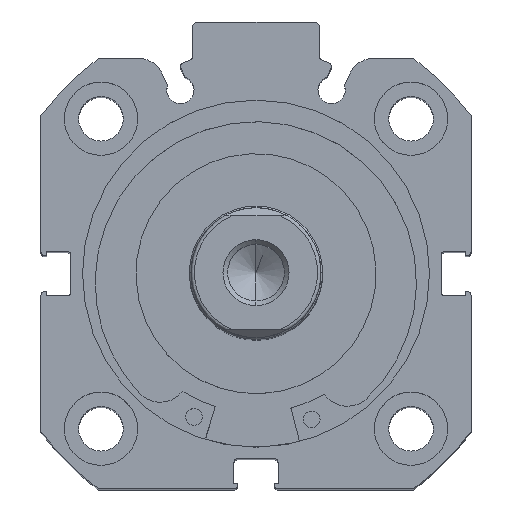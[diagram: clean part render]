
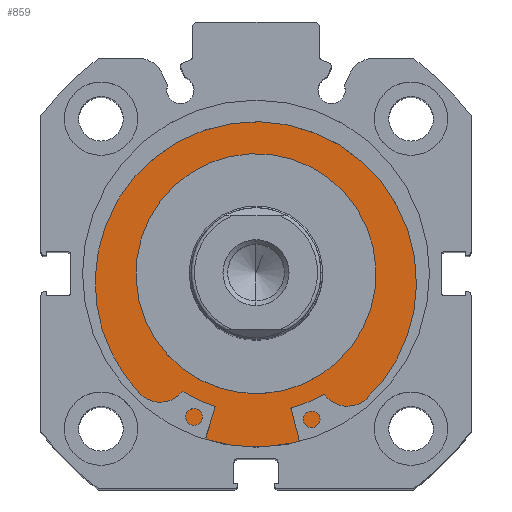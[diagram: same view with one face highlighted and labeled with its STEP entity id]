
A CAD part, top view. The second image highlights one B-rep face of the part: STEP entity #859.
In plain terms, the highlighted face is planar.
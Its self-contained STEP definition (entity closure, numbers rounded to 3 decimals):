
#436 = AXIS2_PLACEMENT_3D ( 'NONE', #3844, #3846, #3847 ) ;
#519 = AXIS2_PLACEMENT_3D ( 'NONE', #4157, #4164, #4165 ) ;
#525 = AXIS2_PLACEMENT_3D ( 'NONE', #4151, #4152, #4153 ) ;
#530 = AXIS2_PLACEMENT_3D ( 'NONE', #4163, #4169, #4170 ) ;
#537 = AXIS2_PLACEMENT_3D ( 'NONE', #4181, #4190, #4191 ) ;
#859 = ADVANCED_FACE ( 'NONE', ( #2505, #2511 ), #3845, .F. ) ;
#1126 = CARTESIAN_POINT ( 'NONE',  ( 3.5, 0., 18. ) ) ;
#1176 = CARTESIAN_POINT ( 'NONE',  ( 3.5, 0., -26. ) ) ;
#1177 = CARTESIAN_POINT ( 'NONE',  ( 3.5, 0., -18. ) ) ;
#2505 = FACE_BOUND ( 'NONE', #5796, .T. ) ;
#2511 = FACE_OUTER_BOUND ( 'NONE', #5829, .T. ) ;
#2700 = CIRCLE ( 'NONE', #525, 26. ) ;
#2706 = CIRCLE ( 'NONE', #519, 18. ) ;
#2708 = CIRCLE ( 'NONE', #530, 18. ) ;
#2719 = CIRCLE ( 'NONE', #537, 26. ) ;
#3026 = EDGE_CURVE ( 'NONE', #4757, #6586, #2700, .T. ) ;
#3034 = EDGE_CURVE ( 'NONE', #6587, #6497, #2706, .T. ) ;
#3038 = EDGE_CURVE ( 'NONE', #6497, #6587, #2708, .T. ) ;
#3054 = EDGE_CURVE ( 'NONE', #6586, #4757, #2719, .T. ) ;
#3844 = CARTESIAN_POINT ( 'NONE',  ( 3.5, 26., 0. ) ) ;
#3845 = PLANE ( 'NONE',  #436 ) ;
#3846 = DIRECTION ( 'NONE',  ( 1., 0., 0. ) ) ;
#3847 = DIRECTION ( 'NONE',  ( 0., 0., -1. ) ) ;
#4151 = CARTESIAN_POINT ( 'NONE',  ( 3.5, 0., 0. ) ) ;
#4152 = DIRECTION ( 'NONE',  ( -1., 0., 0. ) ) ;
#4153 = DIRECTION ( 'NONE',  ( 0., 0., 1. ) ) ;
#4157 = CARTESIAN_POINT ( 'NONE',  ( 3.5, 0., 0. ) ) ;
#4163 = CARTESIAN_POINT ( 'NONE',  ( 3.5, 0., 0. ) ) ;
#4164 = DIRECTION ( 'NONE',  ( -1., 0., 0. ) ) ;
#4165 = DIRECTION ( 'NONE',  ( 0., 0., 1. ) ) ;
#4169 = DIRECTION ( 'NONE',  ( -1., 0., 0. ) ) ;
#4170 = DIRECTION ( 'NONE',  ( 0., 0., 1. ) ) ;
#4181 = CARTESIAN_POINT ( 'NONE',  ( 3.5, 0., 0. ) ) ;
#4190 = DIRECTION ( 'NONE',  ( -1., 0., 0. ) ) ;
#4191 = DIRECTION ( 'NONE',  ( 0., 0., 1. ) ) ;
#4641 = CARTESIAN_POINT ( 'NONE',  ( 3.5, 0., 26. ) ) ;
#4757 = VERTEX_POINT ( 'NONE', #4641 ) ;
#5579 = ORIENTED_EDGE ( 'NONE', *, *, #3054, .T. ) ;
#5580 = ORIENTED_EDGE ( 'NONE', *, *, #3026, .T. ) ;
#5581 = ORIENTED_EDGE ( 'NONE', *, *, #3034, .F. ) ;
#5582 = ORIENTED_EDGE ( 'NONE', *, *, #3038, .F. ) ;
#5796 = EDGE_LOOP ( 'NONE', ( #5582, #5581 ) ) ;
#5829 = EDGE_LOOP ( 'NONE', ( #5580, #5579 ) ) ;
#6497 = VERTEX_POINT ( 'NONE', #1126 ) ;
#6586 = VERTEX_POINT ( 'NONE', #1176 ) ;
#6587 = VERTEX_POINT ( 'NONE', #1177 ) ;
